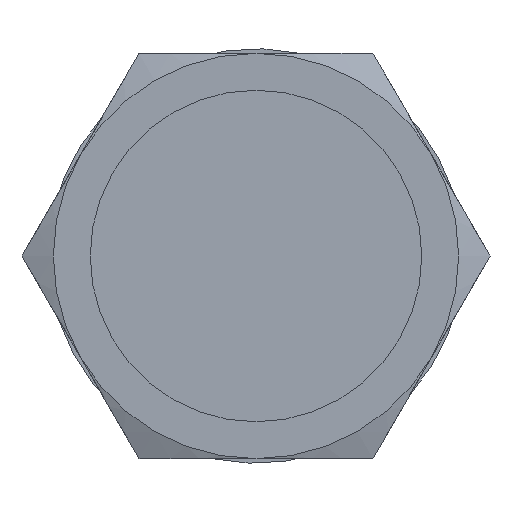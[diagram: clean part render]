
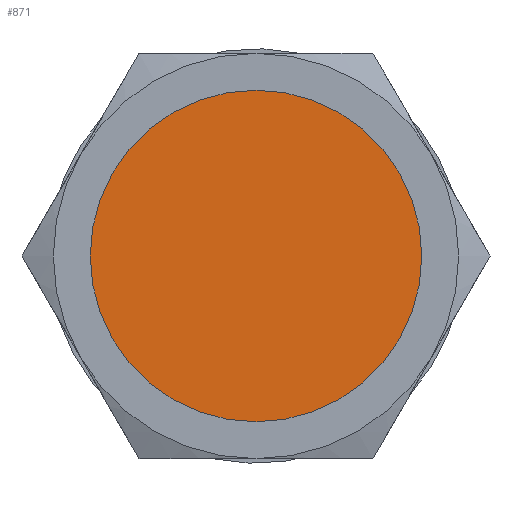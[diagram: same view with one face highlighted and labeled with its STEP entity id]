
A CAD part, front view. The second image highlights one B-rep face of the part: STEP entity #871.
In plain terms, the highlighted planar face has unit normal (0, -1, 0).
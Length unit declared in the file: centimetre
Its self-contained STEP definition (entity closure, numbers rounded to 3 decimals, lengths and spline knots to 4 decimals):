
#216=FACE_OUTER_BOUND('',#276,.T.);
#276=EDGE_LOOP('',(#604));
#357=CIRCLE('',#935,0.9);
#403=VERTEX_POINT('',#1290);
#485=EDGE_CURVE('',#403,#403,#357,.T.);
#604=ORIENTED_EDGE('',*,*,#485,.F.);
#842=PLANE('',#934);
#871=ADVANCED_FACE('',(#216),#842,.F.);
#934=AXIS2_PLACEMENT_3D('',#1289,#1043,#1044);
#935=AXIS2_PLACEMENT_3D('',#1291,#1045,#1046);
#1043=DIRECTION('center_axis',(0.,1.,0.));
#1044=DIRECTION('ref_axis',(0.,0.,1.));
#1045=DIRECTION('center_axis',(0.,1.,0.));
#1046=DIRECTION('ref_axis',(-1.,0.,0.));
#1289=CARTESIAN_POINT('Origin',(1.6166,0.28,1.4));
#1290=CARTESIAN_POINT('',(0.7166,0.28,1.4));
#1291=CARTESIAN_POINT('Origin',(1.6166,0.28,1.4));
